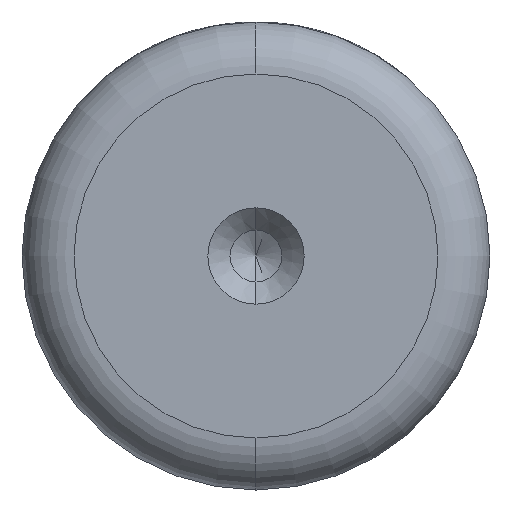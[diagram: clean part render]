
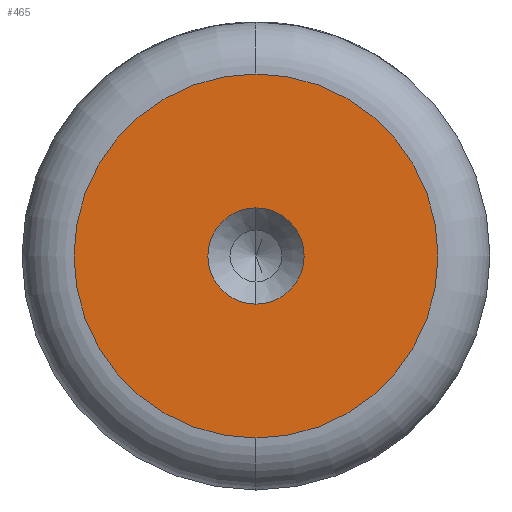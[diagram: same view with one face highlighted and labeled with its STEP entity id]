
A CAD part, left-side view. The second image highlights one B-rep face of the part: STEP entity #465.
In plain terms, the highlighted planar face has unit normal (-1, 0, 0).
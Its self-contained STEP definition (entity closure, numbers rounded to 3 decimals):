
#14 = AXIS2_PLACEMENT_3D ( 'NONE', #468, #56, #784 ) ;
#23 = CARTESIAN_POINT ( 'NONE',  ( 0., 0., 0. ) ) ;
#26 = VERTEX_POINT ( 'NONE', #837 ) ;
#51 = CIRCLE ( 'NONE', #907, 1.85 ) ;
#56 = DIRECTION ( 'NONE',  ( -1., 0., 0. ) ) ;
#57 = CARTESIAN_POINT ( 'NONE',  ( 0., 0., 0. ) ) ;
#59 = DIRECTION ( 'NONE',  ( -1., 0., 0. ) ) ;
#65 = ORIENTED_EDGE ( 'NONE', *, *, #258, .F. ) ;
#91 = AXIS2_PLACEMENT_3D ( 'NONE', #682, #59, #791 ) ;
#101 = CIRCLE ( 'NONE', #503, 7. ) ;
#105 = AXIS2_PLACEMENT_3D ( 'NONE', #57, #786, #170 ) ;
#112 = EDGE_LOOP ( 'NONE', ( #65, #1154 ) ) ;
#115 = EDGE_CURVE ( 'NONE', #26, #609, #101, .T. ) ;
#137 = DIRECTION ( 'NONE',  ( 0., 0., 1. ) ) ;
#142 = CARTESIAN_POINT ( 'NONE',  ( 0., 0., 1.85 ) ) ;
#158 = EDGE_CURVE ( 'NONE', #191, #780, #51, .T. ) ;
#170 = DIRECTION ( 'NONE',  ( 0., 0., 1. ) ) ;
#188 = ORIENTED_EDGE ( 'NONE', *, *, #476, .T. ) ;
#191 = VERTEX_POINT ( 'NONE', #466 ) ;
#240 = CARTESIAN_POINT ( 'NONE',  ( 0., 0., 0. ) ) ;
#243 = FACE_BOUND ( 'NONE', #112, .T. ) ;
#258 = EDGE_CURVE ( 'NONE', #780, #191, #691, .T. ) ;
#346 = DIRECTION ( 'NONE',  ( 0., 0., 1. ) ) ;
#465 = ADVANCED_FACE ( 'NONE', ( #243, #1088 ), #1299, .T. ) ;
#466 = CARTESIAN_POINT ( 'NONE',  ( 0., 0., -1.85 ) ) ;
#468 = CARTESIAN_POINT ( 'NONE',  ( 0., 0., 0. ) ) ;
#476 = EDGE_CURVE ( 'NONE', #609, #26, #999, .T. ) ;
#503 = AXIS2_PLACEMENT_3D ( 'NONE', #240, #962, #346 ) ;
#609 = VERTEX_POINT ( 'NONE', #1264 ) ;
#682 = CARTESIAN_POINT ( 'NONE',  ( 0., 0., 0. ) ) ;
#691 = CIRCLE ( 'NONE', #105, 1.85 ) ;
#748 = DIRECTION ( 'NONE',  ( -1., 0., 0. ) ) ;
#780 = VERTEX_POINT ( 'NONE', #142 ) ;
#784 = DIRECTION ( 'NONE',  ( 0., 0., 1. ) ) ;
#786 = DIRECTION ( 'NONE',  ( -1., 0., 0. ) ) ;
#791 = DIRECTION ( 'NONE',  ( 0., 0., 1. ) ) ;
#837 = CARTESIAN_POINT ( 'NONE',  ( 0., 0., 7. ) ) ;
#907 = AXIS2_PLACEMENT_3D ( 'NONE', #23, #748, #137 ) ;
#962 = DIRECTION ( 'NONE',  ( -1., 0., 0. ) ) ;
#990 = ORIENTED_EDGE ( 'NONE', *, *, #115, .T. ) ;
#991 = EDGE_LOOP ( 'NONE', ( #990, #188 ) ) ;
#999 = CIRCLE ( 'NONE', #91, 7. ) ;
#1088 = FACE_OUTER_BOUND ( 'NONE', #991, .T. ) ;
#1154 = ORIENTED_EDGE ( 'NONE', *, *, #158, .F. ) ;
#1264 = CARTESIAN_POINT ( 'NONE',  ( 0., 0., -7. ) ) ;
#1299 = PLANE ( 'NONE',  #14 ) ;
